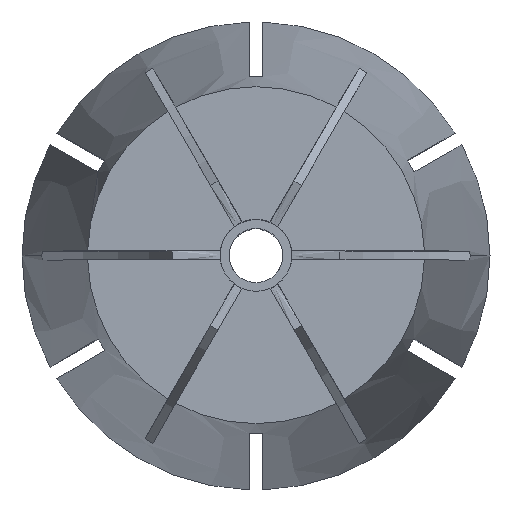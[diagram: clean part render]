
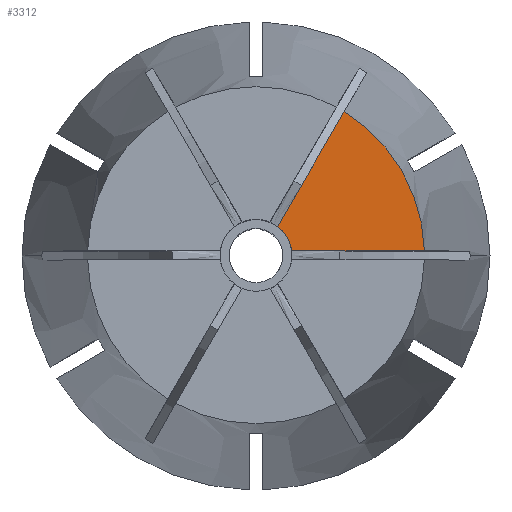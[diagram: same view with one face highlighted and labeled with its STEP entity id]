
A CAD part, top view. The second image highlights one B-rep face of the part: STEP entity #3312.
In plain terms, the highlighted planar face has unit normal (0, 0, 1).
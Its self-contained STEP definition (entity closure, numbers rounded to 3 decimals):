
#214 = AXIS2_PLACEMENT_3D ( 'NONE', #2817, #3072, #3063 ) ;
#286 = LINE ( 'NONE', #2270, #2693 ) ;
#340 = ORIENTED_EDGE ( 'NONE', *, *, #3370, .F. ) ;
#486 = CIRCLE ( 'NONE', #2739, 2. ) ;
#584 = FACE_OUTER_BOUND ( 'NONE', #2496, .T. ) ;
#611 = AXIS2_PLACEMENT_3D ( 'NONE', #1050, #3232, #1607 ) ;
#693 = ORIENTED_EDGE ( 'NONE', *, *, #2656, .T. ) ;
#701 = CARTESIAN_POINT ( 'NONE',  ( 9.357, 0.25, 0. ) ) ;
#795 = LINE ( 'NONE', #3069, #2852 ) ;
#917 = CIRCLE ( 'NONE', #611, 9.36 ) ;
#957 = CARTESIAN_POINT ( 'NONE',  ( 0., 0., 0. ) ) ;
#1050 = CARTESIAN_POINT ( 'NONE',  ( 0., 0., 0. ) ) ;
#1208 = CARTESIAN_POINT ( 'NONE',  ( 1.209, 1.593, 0. ) ) ;
#1217 = DIRECTION ( 'NONE',  ( 1., 0., 0. ) ) ;
#1607 = DIRECTION ( 'NONE',  ( 1., 0., 0. ) ) ;
#1769 = VERTEX_POINT ( 'NONE', #701 ) ;
#1839 = ORIENTED_EDGE ( 'NONE', *, *, #3053, .F. ) ;
#2127 = VERTEX_POINT ( 'NONE', #1208 ) ;
#2219 = VERTEX_POINT ( 'NONE', #3237 ) ;
#2228 = DIRECTION ( 'NONE',  ( 0.5, 0.866, 0. ) ) ;
#2270 = CARTESIAN_POINT ( 'NONE',  ( 0., 0.25, 0. ) ) ;
#2495 = DIRECTION ( 'NONE',  ( 1., 0., 0. ) ) ;
#2496 = EDGE_LOOP ( 'NONE', ( #1839, #340, #3455, #693 ) ) ;
#2526 = PLANE ( 'NONE',  #214 ) ;
#2656 = EDGE_CURVE ( 'NONE', #1769, #2219, #917, .T. ) ;
#2693 = VECTOR ( 'NONE', #2495, 1000. ) ;
#2739 = AXIS2_PLACEMENT_3D ( 'NONE', #957, #2854, #1217 ) ;
#2817 = CARTESIAN_POINT ( 'NONE',  ( 0., 0., 0. ) ) ;
#2852 = VECTOR ( 'NONE', #2228, 1000. ) ;
#2854 = DIRECTION ( 'NONE',  ( 0., 0., 1. ) ) ;
#2863 = EDGE_CURVE ( 'NONE', #2916, #1769, #286, .T. ) ;
#2916 = VERTEX_POINT ( 'NONE', #3427 ) ;
#3053 = EDGE_CURVE ( 'NONE', #2127, #2219, #795, .T. ) ;
#3063 = DIRECTION ( 'NONE',  ( -1., 0., 0. ) ) ;
#3069 = CARTESIAN_POINT ( 'NONE',  ( 0.217, -0.125, 0. ) ) ;
#3072 = DIRECTION ( 'NONE',  ( 0., 0., -1. ) ) ;
#3232 = DIRECTION ( 'NONE',  ( 0., 0., 1. ) ) ;
#3237 = CARTESIAN_POINT ( 'NONE',  ( 4.895, 7.978, 0. ) ) ;
#3312 = ADVANCED_FACE ( 'NONE', ( #584 ), #2526, .F. ) ;
#3370 = EDGE_CURVE ( 'NONE', #2916, #2127, #486, .T. ) ;
#3427 = CARTESIAN_POINT ( 'NONE',  ( 1.984, 0.25, 0. ) ) ;
#3455 = ORIENTED_EDGE ( 'NONE', *, *, #2863, .T. ) ;
